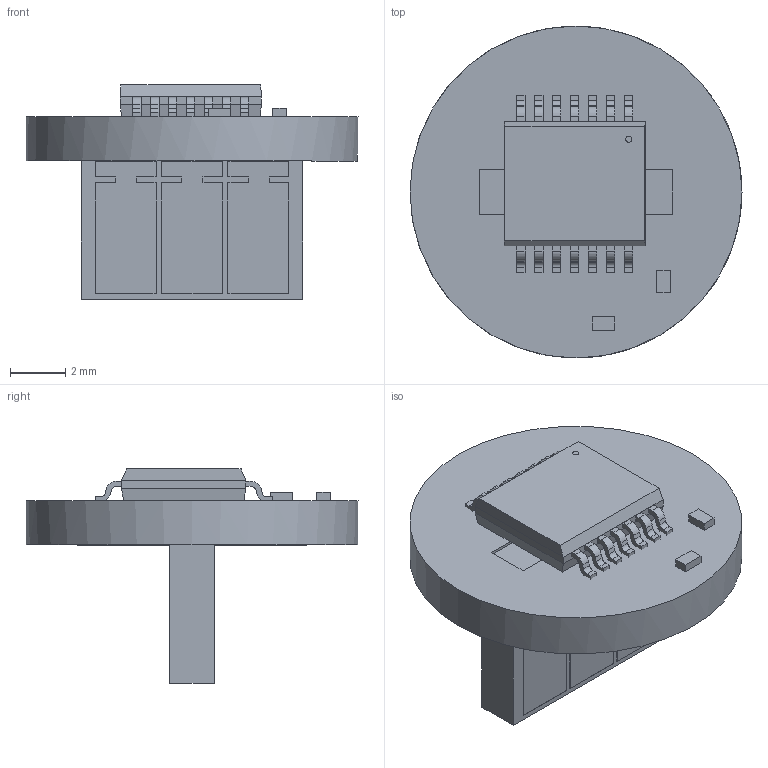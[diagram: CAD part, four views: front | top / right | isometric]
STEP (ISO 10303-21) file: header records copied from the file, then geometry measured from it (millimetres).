
FILE_DESCRIPTION(/* description */ (''),/* implementation_level */ '2;1');
FILE_NAME(/* name */ 'vb-t-encoder-as5047-cad.stp',/* time_stamp */ '2025-01-29T19:40:26+03:00',/* author */ ('Kostic'),/* organization */ (''),/* preprocessor_version */ 'ST-DEVELOPER v18.1',/* originating_system */ 'Autodesk Inventor 2022',/* authorisation */ '');
FILE_SCHEMA (('AUTOMOTIVE_DESIGN { 1 0 10303 214 3 1 1 }'));
Length unit declared in the file: millimetre
Products named in the file (4): vb-t-encoder-as5047-cad.ipt; vb-t-encoder-as5047-part1; vb-t-encoder-as5047-part2; TSSOP14_AMS
Assembly tree (3 placements, depth 2):
  vb-t-encoder-as5047-cad.ipt
    vb-t-encoder-as5047-part1
    vb-t-encoder-as5047-part2
    TSSOP14_AMS
Bounding box: 12 x 12 x 7.75 mm (x, y, z)
Volume: 272.5 mm3; surface area: 527.6 mm2
Topology: 18 solids, 18 shells, 344 faces, 888 edges, 584 vertices
Faces by surface type: plane 286, cylinder 58
Full cylindrical faces by diameter (mm): 0.225 x1, 12 x1
Entity records: 10655 total; most frequent: CARTESIAN_POINT 1823, ORIENTED_EDGE 1776, DIRECTION 1708, EDGE_CURVE 888, LINE 770, VECTOR 770, VERTEX_POINT 584, AXIS2_PLACEMENT_3D 469
